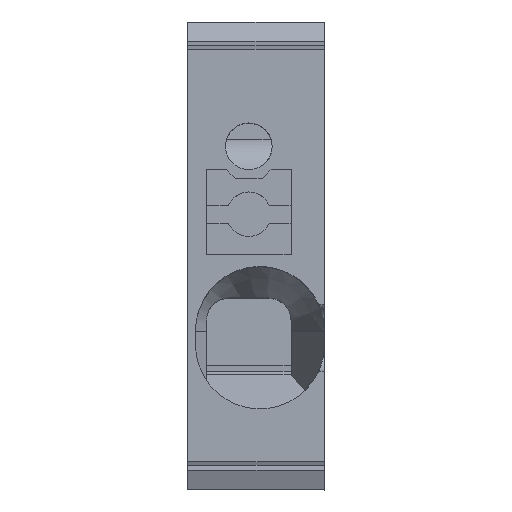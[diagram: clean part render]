
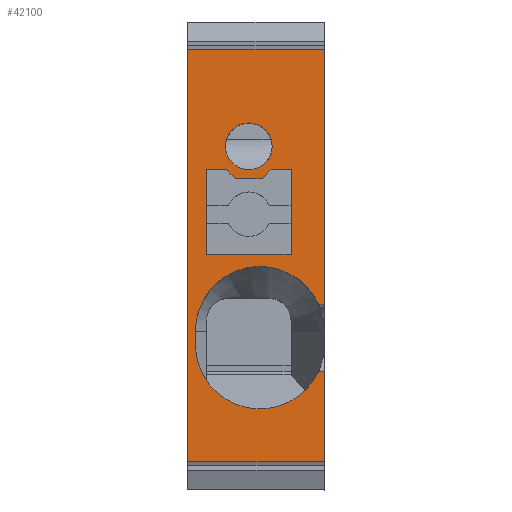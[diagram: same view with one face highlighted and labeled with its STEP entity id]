
A CAD part, top view. The second image highlights one B-rep face of the part: STEP entity #42100.
In plain terms, the highlighted face is planar.
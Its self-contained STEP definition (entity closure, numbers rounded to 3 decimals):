
#1950=CARTESIAN_POINT('',(-9.844,-21.556,
-4.6));
#1960=VERTEX_POINT('',#1950);
#1990=CARTESIAN_POINT('',(0.,-21.226,
-4.6));
#2000=DIRECTION('',(0.999,0.034,
0.));
#2010=VECTOR('',#2000,1.);
#2020=LINE('',#1990,#2010);
#2030=CARTESIAN_POINT('',(8.692,-20.935,
-4.6));
#2040=VERTEX_POINT('',#2030);
#2050=EDGE_CURVE('',#1960,#2040,#2020,.T.);
#12630=CARTESIAN_POINT('',(-4.424,-21.375,
-0.85));
#12640=VERTEX_POINT('',#12630);
#12890=CARTESIAN_POINT('',(-4.024,-21.361,
-1.25));
#12900=VERTEX_POINT('',#12890);
#12930=CARTESIAN_POINT('',(-5.273,-21.403,0.));
#12940=DIRECTION('',(0.707,0.024,
-0.707));
#12950=VECTOR('',#12940,1.);
#12960=LINE('',#12930,#12950);
#12970=CARTESIAN_POINT('',(-4.324,-21.371,
-0.95));
#12980=VERTEX_POINT('',#12970);
#12990=EDGE_CURVE('',#12980,#12900,#12960,.T.);
#13010=CARTESIAN_POINT('',(-5.273,-21.403,0.));
#13020=DIRECTION('',(0.707,0.024,
-0.707));
#13030=VECTOR('',#13020,1.);
#13040=LINE('',#13010,#13030);
#13050=EDGE_CURVE('',#12640,#12980,#13040,.T.);
#37600=CARTESIAN_POINT('',(4.621,-21.071,
1.55));
#37610=VERTEX_POINT('',#37600);
#37640=CARTESIAN_POINT('',(4.621,-21.071,0.));
#37650=DIRECTION('',(0.,0.,1.));
#37660=VECTOR('',#37650,1.);
#37670=LINE('',#37640,#37660);
#37680=CARTESIAN_POINT('',(4.621,-21.071,
1.29));
#37690=VERTEX_POINT('',#37680);
#37700=EDGE_CURVE('',#37690,#37610,#37670,.T.);
#40370=CARTESIAN_POINT('',(-4.424,-21.375,
-2.85));
#40380=VERTEX_POINT('',#40370);
#40550=CARTESIAN_POINT('',(-4.424,-21.375,
-3.75));
#40560=VERTEX_POINT('',#40550);
#40590=CARTESIAN_POINT('',(-4.424,-21.375,0.));
#40600=DIRECTION('',(0.,0.,-1.));
#40610=VECTOR('',#40600,1.);
#40620=LINE('',#40590,#40610);
#40630=EDGE_CURVE('',#40380,#40560,#40620,.T.);
#40750=CARTESIAN_POINT('',(8.25,-20.95,
1.55));
#40760=DIRECTION('',(-0.034,0.999,
0.));
#40770=DIRECTION('',(0.999,0.034,
0.));
#40780=AXIS2_PLACEMENT_3D('',#40750,#40760,#40770);
#40790=PLANE('',#40780);
#40800=CARTESIAN_POINT('',(-4.424,-21.375,0.));
#40810=DIRECTION('',(0.,0.,-1.));
#40820=VECTOR('',#40810,1.);
#40830=LINE('',#40800,#40820);
#40840=CARTESIAN_POINT('',(-4.424,-21.375,
0.05));
#40850=VERTEX_POINT('',#40840);
#40860=EDGE_CURVE('',#40850,#12640,#40830,.T.);
#40870=ORIENTED_EDGE('',*,*,#40860,.F.);
#40880=ORIENTED_EDGE('',*,*,#13050,.F.);
#40890=ORIENTED_EDGE('',*,*,#12990,.F.);
#40900=CARTESIAN_POINT('',(-4.024,-21.361,0.));
#40910=DIRECTION('',(0.,0.,-1.));
#40920=VECTOR('',#40910,1.);
#40930=LINE('',#40900,#40920);
#40940=CARTESIAN_POINT('',(-4.024,-21.361,
-2.45));
#40950=VERTEX_POINT('',#40940);
#40960=EDGE_CURVE('',#12900,#40950,#40930,.T.);
#40970=ORIENTED_EDGE('',*,*,#40960,.F.);
#40980=CARTESIAN_POINT('',(-1.575,-21.279,0.));
#40990=DIRECTION('',(-0.707,-0.024,
-0.707));
#41000=VECTOR('',#40990,1.);
#41010=LINE('',#40980,#41000);
#41020=EDGE_CURVE('',#40950,#40380,#41010,.T.);
#41030=ORIENTED_EDGE('',*,*,#41020,.F.);
#41040=ORIENTED_EDGE('',*,*,#40630,.F.);
#41050=CARTESIAN_POINT('',(0.,-21.226,
-3.75));
#41060=DIRECTION('',(0.999,0.034,
0.));
#41070=VECTOR('',#41060,1.);
#41080=LINE('',#41050,#41070);
#41090=CARTESIAN_POINT('',(-0.626,-21.247,
-3.75));
#41100=VERTEX_POINT('',#41090);
#41110=EDGE_CURVE('',#40560,#41100,#41080,.T.);
#41120=ORIENTED_EDGE('',*,*,#41110,.F.);
#41130=CARTESIAN_POINT('',(-0.626,-21.247,0.));
#41140=DIRECTION('',(0.,0.,1.));
#41150=VECTOR('',#41140,1.);
#41160=LINE('',#41130,#41150);
#41170=CARTESIAN_POINT('',(-0.626,-21.247,
0.05));
#41180=VERTEX_POINT('',#41170);
#41190=EDGE_CURVE('',#41100,#41180,#41160,.T.);
#41200=ORIENTED_EDGE('',*,*,#41190,.F.);
#41210=CARTESIAN_POINT('',(0.,-21.226,
0.05));
#41220=DIRECTION('',(-0.999,-0.034,
0.));
#41230=VECTOR('',#41220,1.);
#41240=LINE('',#41210,#41230);
#41250=EDGE_CURVE('',#41180,#40850,#41240,.T.);
#41260=ORIENTED_EDGE('',*,*,#41250,.F.);
#41270=EDGE_LOOP('',(#41260,#41200,#41120,#41040,#41030,#40970,#40890,
#40880,#40870));
#41280=FACE_BOUND('',#41270,.T.);
#41290=CARTESIAN_POINT('',(-5.473,-21.41,
-1.85));
#41300=DIRECTION('',(0.034,-0.999,
0.));
#41310=DIRECTION('',(-0.999,-0.034,
0.));
#41320=AXIS2_PLACEMENT_3D('',#41290,#41300,#41310);
#41330=CIRCLE('',#41320,1.05);
#41340=CARTESIAN_POINT('',(-4.467,-21.376,
-2.15));
#41350=VERTEX_POINT('',#41340);
#41360=CARTESIAN_POINT('',(-4.424,-21.375,
-1.85));
#41370=VERTEX_POINT('',#41360);
#41380=EDGE_CURVE('',#41350,#41370,#41330,.T.);
#41390=ORIENTED_EDGE('',*,*,#41380,.F.);
#41400=CARTESIAN_POINT('',(-6.522,-21.445,
-1.85));
#41410=VERTEX_POINT('',#41400);
#41420=EDGE_CURVE('',#41370,#41410,#41330,.T.);
#41430=ORIENTED_EDGE('',*,*,#41420,.F.);
#41440=EDGE_CURVE('',#41410,#41350,#41330,.T.);
#41450=ORIENTED_EDGE('',*,*,#41440,.F.);
#41460=EDGE_LOOP('',(#41450,#41430,#41390));
#41470=FACE_BOUND('',#41460,.T.);
#41480=CARTESIAN_POINT('',(-35.556,-22.418,
1.55));
#41490=DIRECTION('',(-0.999,-0.034,
0.));
#41500=VECTOR('',#41490,1.);
#41510=LINE('',#41480,#41500);
#41520=CARTESIAN_POINT('',(1.623,-21.172,
1.55));
#41530=VERTEX_POINT('',#41520);
#41540=CARTESIAN_POINT('',(-9.844,-21.556,
1.55));
#41550=VERTEX_POINT('',#41540);
#41560=EDGE_CURVE('',#41530,#41550,#41510,.T.);
#41570=ORIENTED_EDGE('',*,*,#41560,.T.);
#41580=CARTESIAN_POINT('',(1.623,-21.172,0.));
#41590=DIRECTION('',(0.,0.,-1.));
#41600=VECTOR('',#41590,1.);
#41610=LINE('',#41580,#41600);
#41620=CARTESIAN_POINT('',(1.623,-21.172,
1.29));
#41630=VERTEX_POINT('',#41620);
#41640=EDGE_CURVE('',#41530,#41630,#41610,.T.);
#41650=ORIENTED_EDGE('',*,*,#41640,.F.);
#41660=CARTESIAN_POINT('',(2.822,-21.132,
-1.35));
#41670=DIRECTION('',(0.034,-0.999,
0.));
#41680=DIRECTION('',(-0.999,-0.034,
0.));
#41690=AXIS2_PLACEMENT_3D('',#41660,#41670,#41680);
#41700=CIRCLE('',#41690,2.9);
#41710=CARTESIAN_POINT('',(2.822,-21.132,
-4.25));
#41720=VERTEX_POINT('',#41710);
#41730=EDGE_CURVE('',#41630,#41720,#41700,.T.);
#41740=ORIENTED_EDGE('',*,*,#41730,.F.);
#41750=CARTESIAN_POINT('',(0.,-21.226,
-4.25));
#41760=DIRECTION('',(0.999,0.034,
0.));
#41770=VECTOR('',#41760,1.);
#41780=LINE('',#41750,#41770);
#41790=CARTESIAN_POINT('',(3.422,-21.112,
-4.25));
#41800=VERTEX_POINT('',#41790);
#41810=EDGE_CURVE('',#41720,#41800,#41780,.T.);
#41820=ORIENTED_EDGE('',*,*,#41810,.F.);
#41830=CARTESIAN_POINT('',(3.422,-21.112,
-1.35));
#41840=DIRECTION('',(0.034,-0.999,
0.));
#41850=DIRECTION('',(-0.999,-0.034,
0.));
#41860=AXIS2_PLACEMENT_3D('',#41830,#41840,#41850);
#41870=CIRCLE('',#41860,2.9);
#41880=EDGE_CURVE('',#41800,#37690,#41870,.T.);
#41890=ORIENTED_EDGE('',*,*,#41880,.F.);
#41900=ORIENTED_EDGE('',*,*,#37700,.F.);
#41910=CARTESIAN_POINT('',(8.692,-20.935,
1.55));
#41920=VERTEX_POINT('',#41910);
#41930=EDGE_CURVE('',#41920,#37610,#41510,.T.);
#41940=ORIENTED_EDGE('',*,*,#41930,.T.);
#41950=CARTESIAN_POINT('',(8.692,-20.935,
0.));
#41960=DIRECTION('',(0.,0.,1.));
#41970=VECTOR('',#41960,1.);
#41980=LINE('',#41950,#41970);
#41990=EDGE_CURVE('',#2040,#41920,#41980,.T.);
#42000=ORIENTED_EDGE('',*,*,#41990,.T.);
#42010=ORIENTED_EDGE('',*,*,#2050,.T.);
#42020=CARTESIAN_POINT('',(-9.844,-21.556,
0.));
#42030=DIRECTION('',(0.,0.,1.));
#42040=VECTOR('',#42030,1.);
#42050=LINE('',#42020,#42040);
#42060=EDGE_CURVE('',#1960,#41550,#42050,.T.);
#42070=ORIENTED_EDGE('',*,*,#42060,.F.);
#42080=EDGE_LOOP('',(#42070,#42010,#42000,#41940,#41900,#41890,#41820,
#41740,#41650,#41570));
#42090=FACE_OUTER_BOUND('',#42080,.T.);
#42100=ADVANCED_FACE('',(#41280,#41470,#42090),#40790,.F.);
